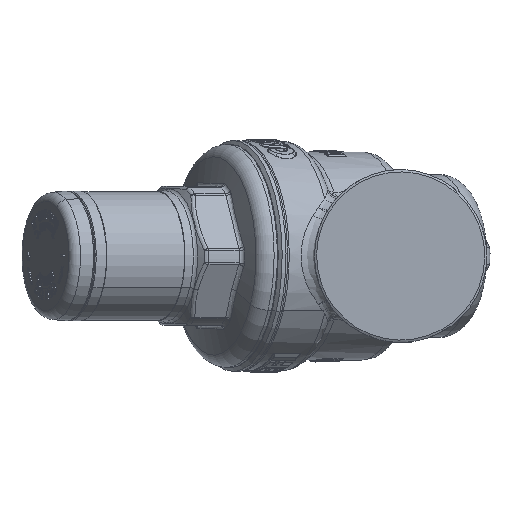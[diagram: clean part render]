
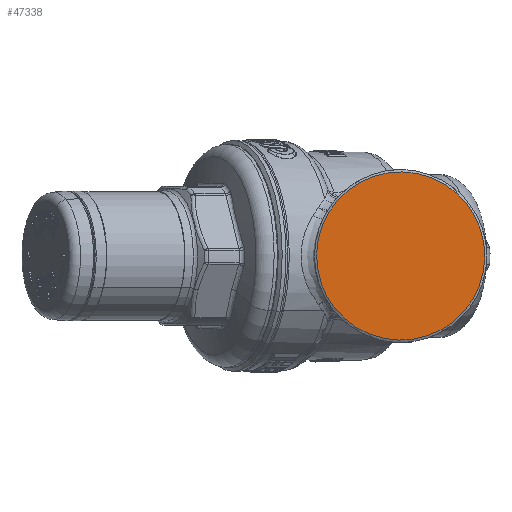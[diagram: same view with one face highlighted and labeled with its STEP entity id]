
A CAD part, left-side view. The second image highlights one B-rep face of the part: STEP entity #47338.
In plain terms, the highlighted planar face has unit normal (-1, 0, 0).
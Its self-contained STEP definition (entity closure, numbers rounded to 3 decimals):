
#47315=CARTESIAN_POINT('Axis2P3D Location',(-56.,17.25,0.)) ;
#47320=CARTESIAN_POINT('Axis2P3D Location',(-56.,0.,0.)) ;
#47324=CARTESIAN_POINT('Vertex',(-56.,-17.552,9.589)) ;
#47326=CARTESIAN_POINT('Vertex',(-56.,17.552,-9.589)) ;
#47329=CARTESIAN_POINT('Axis2P3D Location',(-56.,0.,0.)) ;
#47316=DIRECTION('Axis2P3D Direction',(-1.,0.,0.)) ;
#47317=DIRECTION('Axis2P3D XDirection',(0.,1.,0.)) ;
#47321=DIRECTION('Axis2P3D Direction',(-1.,0.,0.)) ;
#47330=DIRECTION('Axis2P3D Direction',(-1.,0.,0.)) ;
#47318=AXIS2_PLACEMENT_3D('Plane Axis2P3D',#47315,#47316,#47317) ;
#47322=AXIS2_PLACEMENT_3D('Circle Axis2P3D',#47320,#47321,$) ;
#47331=AXIS2_PLACEMENT_3D('Circle Axis2P3D',#47329,#47330,$) ;
#47323=CIRCLE('generated circle',#47322,20.) ;
#47332=CIRCLE('generated circle',#47331,20.) ;
#47319=PLANE('',#47318) ;
#47328=EDGE_CURVE('',#47325,#47327,#47323,.T.) ;
#47333=EDGE_CURVE('',#47327,#47325,#47332,.T.) ;
#47335=ORIENTED_EDGE('',*,*,#47328,.T.) ;
#47336=ORIENTED_EDGE('',*,*,#47333,.T.) ;
#47334=EDGE_LOOP('',(#47335,#47336)) ;
#47325=VERTEX_POINT('',#47324) ;
#47327=VERTEX_POINT('',#47326) ;
#47338=ADVANCED_FACE('PartBody',(#47337),#47319,.T.) ;
#47337=FACE_OUTER_BOUND('',#47334,.T.) ;
